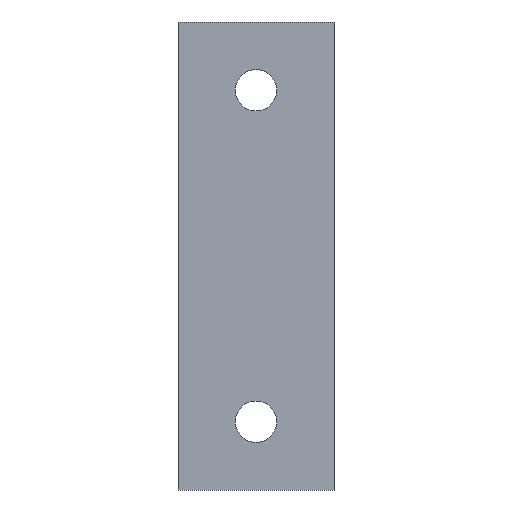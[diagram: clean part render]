
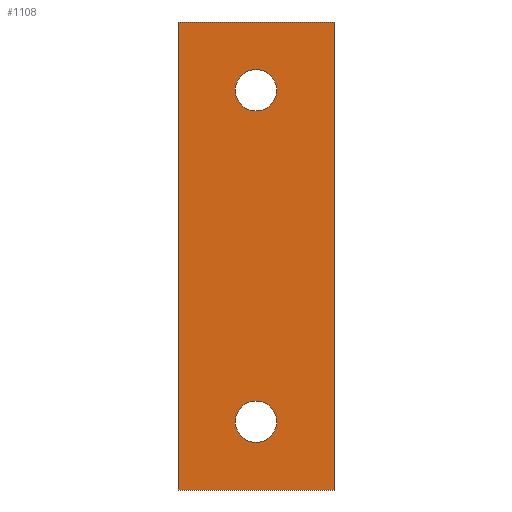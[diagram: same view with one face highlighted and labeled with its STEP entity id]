
A CAD part, front view. The second image highlights one B-rep face of the part: STEP entity #1108.
In plain terms, the highlighted planar face has unit normal (0, -1, 0).
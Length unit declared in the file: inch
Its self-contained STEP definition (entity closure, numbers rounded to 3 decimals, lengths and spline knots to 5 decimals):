
#19 = CARTESIAN_POINT ( 'NONE',  ( 0.5, -0.5625, 1.5 ) ) ;
#100 = AXIS2_PLACEMENT_3D ( 'NONE', #2050, #1203, #266 ) ;
#187 = CIRCLE ( 'NONE', #2329, 0.133 ) ;
#245 = EDGE_CURVE ( 'NONE', #1437, #2273, #1727, .T. ) ;
#266 = DIRECTION ( 'NONE',  ( 0., 0., 1. ) ) ;
#283 = EDGE_LOOP ( 'NONE', ( #1114, #297, #1154, #1259 ) ) ;
#297 = ORIENTED_EDGE ( 'NONE', *, *, #347, .F. ) ;
#298 = CARTESIAN_POINT ( 'NONE',  ( -0.5, -0.5625, -1.5 ) ) ;
#347 = EDGE_CURVE ( 'NONE', #784, #2091, #613, .T. ) ;
#348 = CARTESIAN_POINT ( 'NONE',  ( 0., -0.5625, -1.0625 ) ) ;
#401 = ORIENTED_EDGE ( 'NONE', *, *, #1938, .T. ) ;
#410 = DIRECTION ( 'NONE',  ( 0., 0., 1. ) ) ;
#438 = VECTOR ( 'NONE', #774, 39.37008 ) ;
#509 = DIRECTION ( 'NONE',  ( 0., 1., 0. ) ) ;
#529 = CIRCLE ( 'NONE', #1345, 0.133 ) ;
#553 = DIRECTION ( 'NONE',  ( 0., 1., 0. ) ) ;
#554 = DIRECTION ( 'NONE',  ( 0., 0., -1. ) ) ;
#602 = DIRECTION ( 'NONE',  ( 0., 0., 1. ) ) ;
#613 = LINE ( 'NONE', #1695, #1660 ) ;
#643 = EDGE_CURVE ( 'NONE', #1473, #1781, #2190, .T. ) ;
#668 = CIRCLE ( 'NONE', #1987, 0.133 ) ;
#745 = CARTESIAN_POINT ( 'NONE',  ( 0., -0.5625, 1.1955 ) ) ;
#747 = DIRECTION ( 'NONE',  ( 0., 0., -1. ) ) ;
#749 = DIRECTION ( 'NONE',  ( 0., 1., 0. ) ) ;
#753 = VECTOR ( 'NONE', #554, 39.37008 ) ;
#774 = DIRECTION ( 'NONE',  ( -1., 0., 0. ) ) ;
#784 = VERTEX_POINT ( 'NONE', #2127 ) ;
#793 = EDGE_CURVE ( 'NONE', #2273, #1437, #668, .T. ) ;
#811 = FACE_BOUND ( 'NONE', #1468, .T. ) ;
#848 = CARTESIAN_POINT ( 'NONE',  ( 0., -0.5625, -0.9295 ) ) ;
#903 = LINE ( 'NONE', #1627, #1808 ) ;
#904 = ORIENTED_EDGE ( 'NONE', *, *, #245, .T. ) ;
#979 = EDGE_LOOP ( 'NONE', ( #904, #1598 ) ) ;
#1021 = CARTESIAN_POINT ( 'NONE',  ( 0.5, -0.5625, 1.5 ) ) ;
#1028 = CARTESIAN_POINT ( 'NONE',  ( -0.5, -0.5625, 1.5 ) ) ;
#1034 = DIRECTION ( 'NONE',  ( 0., 0., 1. ) ) ;
#1041 = CARTESIAN_POINT ( 'NONE',  ( 0.5, -0.5625, -1.5 ) ) ;
#1048 = EDGE_CURVE ( 'NONE', #1781, #2091, #903, .T. ) ;
#1106 = CARTESIAN_POINT ( 'NONE',  ( 0., -0.5625, -1.0625 ) ) ;
#1108 = ADVANCED_FACE ( 'NONE', ( #811, #1734, #1366 ), #1188, .F. ) ;
#1114 = ORIENTED_EDGE ( 'NONE', *, *, #1048, .T. ) ;
#1115 = CARTESIAN_POINT ( 'NONE',  ( 0., -0.5625, 1.0625 ) ) ;
#1154 = ORIENTED_EDGE ( 'NONE', *, *, #1298, .F. ) ;
#1184 = DIRECTION ( 'NONE',  ( -1., 0., 0. ) ) ;
#1188 = PLANE ( 'NONE',  #100 ) ;
#1203 = DIRECTION ( 'NONE',  ( 0., 1., 0. ) ) ;
#1259 = ORIENTED_EDGE ( 'NONE', *, *, #643, .T. ) ;
#1293 = CARTESIAN_POINT ( 'NONE',  ( 0., -0.5625, -1.1955 ) ) ;
#1298 = EDGE_CURVE ( 'NONE', #1473, #784, #1595, .T. ) ;
#1334 = DIRECTION ( 'NONE',  ( 0., 1., 0. ) ) ;
#1345 = AXIS2_PLACEMENT_3D ( 'NONE', #1996, #749, #602 ) ;
#1366 = FACE_OUTER_BOUND ( 'NONE', #283, .T. ) ;
#1384 = VERTEX_POINT ( 'NONE', #745 ) ;
#1437 = VERTEX_POINT ( 'NONE', #848 ) ;
#1468 = EDGE_LOOP ( 'NONE', ( #401, #1760 ) ) ;
#1473 = VERTEX_POINT ( 'NONE', #1021 ) ;
#1536 = AXIS2_PLACEMENT_3D ( 'NONE', #1106, #553, #410 ) ;
#1595 = LINE ( 'NONE', #1041, #753 ) ;
#1598 = ORIENTED_EDGE ( 'NONE', *, *, #793, .T. ) ;
#1627 = CARTESIAN_POINT ( 'NONE',  ( -0.5, -0.5625, -1.5 ) ) ;
#1660 = VECTOR ( 'NONE', #1184, 39.37008 ) ;
#1695 = CARTESIAN_POINT ( 'NONE',  ( 0.5, -0.5625, -1.5 ) ) ;
#1727 = CIRCLE ( 'NONE', #1536, 0.133 ) ;
#1734 = FACE_BOUND ( 'NONE', #979, .T. ) ;
#1760 = ORIENTED_EDGE ( 'NONE', *, *, #2302, .T. ) ;
#1781 = VERTEX_POINT ( 'NONE', #1028 ) ;
#1808 = VECTOR ( 'NONE', #747, 39.37008 ) ;
#1938 = EDGE_CURVE ( 'NONE', #1384, #2103, #187, .T. ) ;
#1987 = AXIS2_PLACEMENT_3D ( 'NONE', #348, #509, #1034 ) ;
#1996 = CARTESIAN_POINT ( 'NONE',  ( 0., -0.5625, 1.0625 ) ) ;
#2045 = DIRECTION ( 'NONE',  ( 0., 0., 1. ) ) ;
#2050 = CARTESIAN_POINT ( 'NONE',  ( 0.5, -0.5625, -1.5 ) ) ;
#2091 = VERTEX_POINT ( 'NONE', #298 ) ;
#2103 = VERTEX_POINT ( 'NONE', #2274 ) ;
#2127 = CARTESIAN_POINT ( 'NONE',  ( 0.5, -0.5625, -1.5 ) ) ;
#2190 = LINE ( 'NONE', #19, #438 ) ;
#2273 = VERTEX_POINT ( 'NONE', #1293 ) ;
#2274 = CARTESIAN_POINT ( 'NONE',  ( 0., -0.5625, 0.9295 ) ) ;
#2302 = EDGE_CURVE ( 'NONE', #2103, #1384, #529, .T. ) ;
#2329 = AXIS2_PLACEMENT_3D ( 'NONE', #1115, #1334, #2045 ) ;
